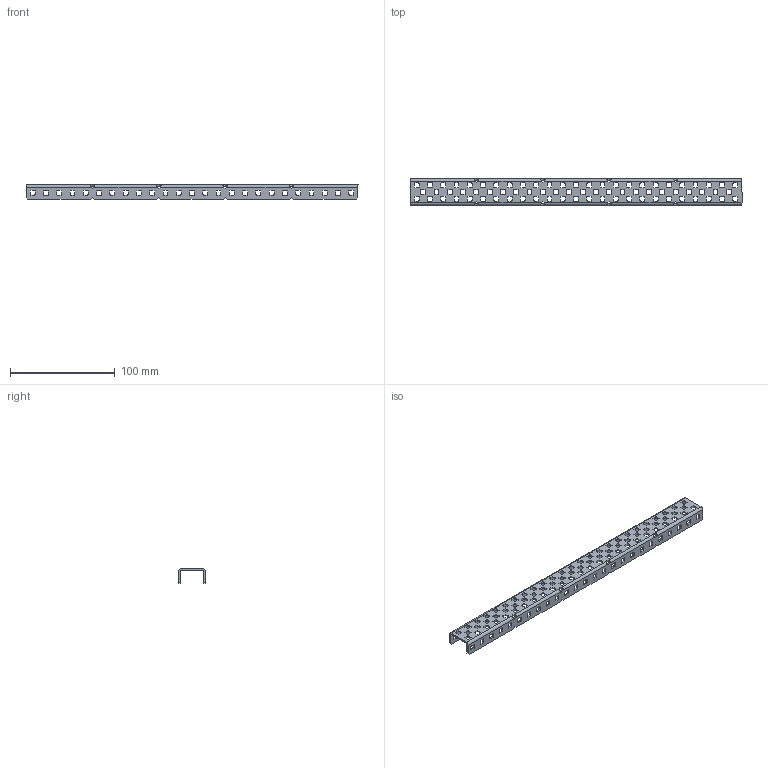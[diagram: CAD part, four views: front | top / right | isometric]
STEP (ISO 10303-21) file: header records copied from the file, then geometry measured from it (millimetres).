
FILE_DESCRIPTION (( 'STEP AP214' ), '1' );
FILE_NAME ('276-2288-001 Rev1.STEP', '2015-10-01T18:02:19', ( 'svradm' ), ( '' ), 'SwSTEP 2.0', 'SolidWorks 2015', '' );
FILE_SCHEMA (( 'AUTOMOTIVE_DESIGN' ));
Length unit declared in the file: inch
Products named in the file (1): 276-2288-001 Rev1
Bounding box: 317.5 x 25.4 x 13.97 mm (x, y, z)
Volume: 20070.2 mm3; surface area: 30269.3 mm2
Topology: 1 solids, 1 shells, 1122 faces, 3328 edges, 2192 vertices
Faces by surface type: plane 574, cylinder 516, bspline 32
Entity records: 38632 total; most frequent: CARTESIAN_POINT 7395, ORIENTED_EDGE 6656, DIRECTION 6398, EDGE_CURVE 3328, LINE 2216, VECTOR 2216, VERTEX_POINT 2192, AXIS2_PLACEMENT_3D 2091
